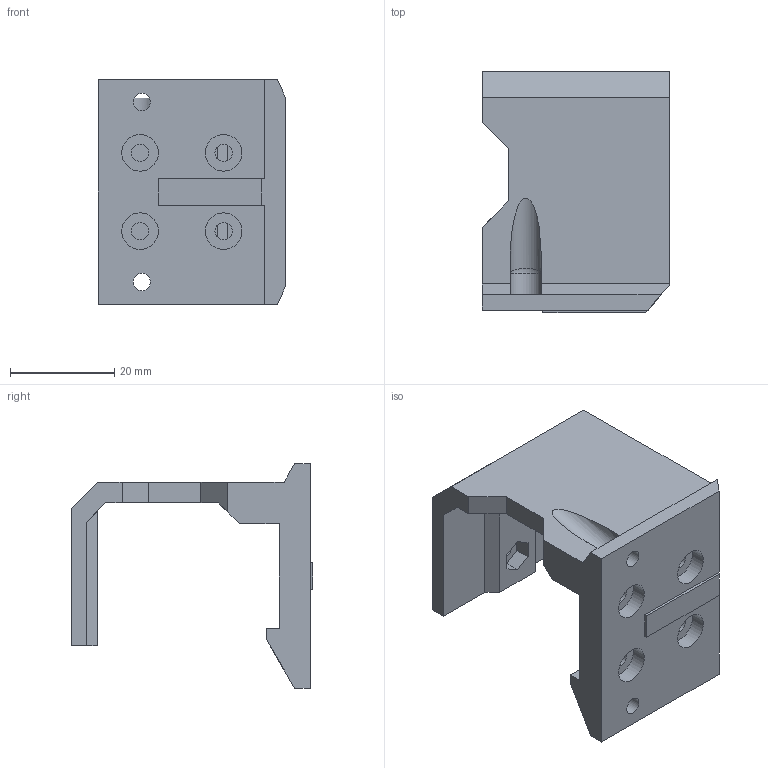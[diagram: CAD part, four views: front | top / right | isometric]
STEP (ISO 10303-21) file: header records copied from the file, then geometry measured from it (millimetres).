
FILE_DESCRIPTION(/* description */ ('CAx-IF Rec.Pracs.---Representation and Presentation of Product Manufacturing Information (PMI)---4.0---2014-10-13','CAx-IF Rec.Pracs.---3D Tessellated Geometry---0.4---2014-09-14','2;1'),/* implementation_level */ '2;1');
FILE_NAME(/* name */ 'V06-01-01-04-01(CoreXY) - Matrix mount',/* time_stamp */ '2021-10-27T05:09:39+03:00',/* author */ (''),/* organization */ (''),/* preprocessor_version */ 'ST-DEVELOPER v16.7',/* originating_system */ 'SIEMENS PLM Software NX 1911',/* authorisation */ $);
FILE_SCHEMA (('AP242_MANAGED_MODEL_BASED_3D_ENGINEERING_MIM_LF { 1 0 10303 442 1 1 4 }'));
Length unit declared in the file: millimetre
Products named in the file (1): V06-01-01-04-01(CoreXY) - Matrix mount
Bounding box: 36 x 46.33 x 43 mm (x, y, z)
Volume: 17718.7 mm3; surface area: 9531 mm2
Topology: 1 solids, 1 shells, 74 faces, 198 edges, 132 vertices
Faces by surface type: plane 57, cylinder 15, torus 2
Full cylindrical faces by diameter (mm): 3.2 x2, 3.3 x6, 7 x4
Entity records: 2427 total; most frequent: CARTESIAN_POINT 424, DIRECTION 390, ORIENTED_EDGE 382, EDGE_CURVE 191, LINE 156, VECTOR 156, VERTEX_POINT 131, AXIS2_PLACEMENT_3D 125
